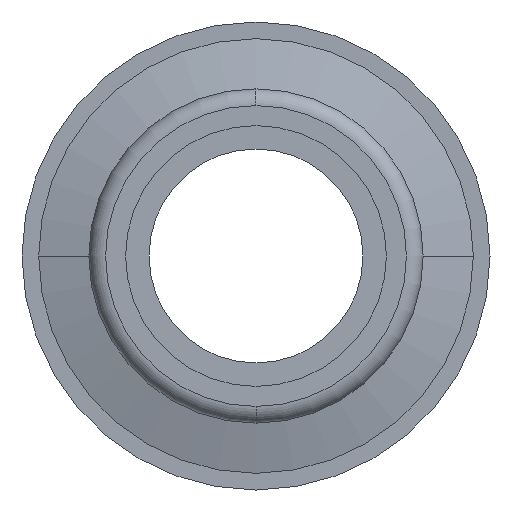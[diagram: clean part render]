
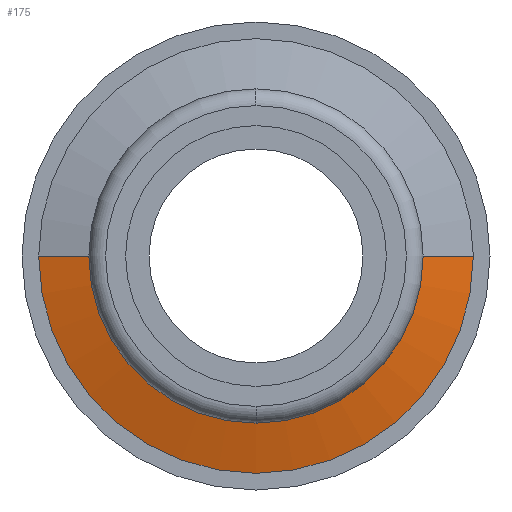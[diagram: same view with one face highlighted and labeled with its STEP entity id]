
A CAD part, front view. The second image highlights one B-rep face of the part: STEP entity #175.
In plain terms, the highlighted conical face has half-angle 75 degrees and reference radius 5.75 mm.
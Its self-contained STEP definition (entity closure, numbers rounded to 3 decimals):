
#175=ADVANCED_FACE('',(#367),#368,.T.);
#367=FACE_OUTER_BOUND('',#562,.T.);
#368=CONICAL_SURFACE('',#563,5.75,1.309);
#562=EDGE_LOOP('',(#980,#981,#982,#983));
#563=AXIS2_PLACEMENT_3D('',#984,#985,#986);
#980=ORIENTED_EDGE('',*,*,#1145,.F.);
#981=ORIENTED_EDGE('',*,*,#1127,.T.);
#982=ORIENTED_EDGE('',*,*,#1147,.F.);
#983=ORIENTED_EDGE('',*,*,#1243,.F.);
#984=CARTESIAN_POINT('',(0.0,6.801,0.0));
#985=DIRECTION('',(-0.0,1.0,-0.0));
#986=DIRECTION('',(1.0,0.0,0.0));
#1127=EDGE_CURVE('',#1333,#1339,#1341,.T.);
#1145=EDGE_CURVE('',#1333,#1372,#1373,.T.);
#1147=EDGE_CURVE('',#1374,#1339,#1376,.T.);
#1243=EDGE_CURVE('',#1372,#1374,#1504,.T.);
#1333=VERTEX_POINT('',#1606);
#1339=VERTEX_POINT('',#1613);
#1341=CIRCLE('',#1616,5.0);
#1372=VERTEX_POINT('',#1649);
#1373=LINE('',#1650,#1651);
#1374=VERTEX_POINT('',#1652);
#1376=LINE('',#1654,#1655);
#1504=CIRCLE('',#1804,6.5);
#1606=CARTESIAN_POINT('',(5.0,6.6,0.0));
#1613=CARTESIAN_POINT('',(-5.0,6.6,0.));
#1616=AXIS2_PLACEMENT_3D('',#1903,#1904,#1905);
#1649=CARTESIAN_POINT('',(6.5,7.002,0.0));
#1650=CARTESIAN_POINT('',(5.75,6.801,0.));
#1651=VECTOR('',#1941,1.0);
#1652=CARTESIAN_POINT('',(-6.5,7.002,0.));
#1654=CARTESIAN_POINT('',(-5.75,6.801,0.));
#1655=VECTOR('',#1945,1.0);
#1804=AXIS2_PLACEMENT_3D('',#2108,#2109,#2110);
#1903=CARTESIAN_POINT('',(0.0,6.6,0.0));
#1904=DIRECTION('',(-0.0,1.0,0.0));
#1905=DIRECTION('',(1.0,0.0,0.0));
#1941=DIRECTION('',(0.966,0.259,0.));
#1945=DIRECTION('',(0.966,-0.259,0.));
#2108=CARTESIAN_POINT('',(0.0,7.002,0.0));
#2109=DIRECTION('',(-0.0,1.0,0.0));
#2110=DIRECTION('',(1.0,0.0,0.0));
